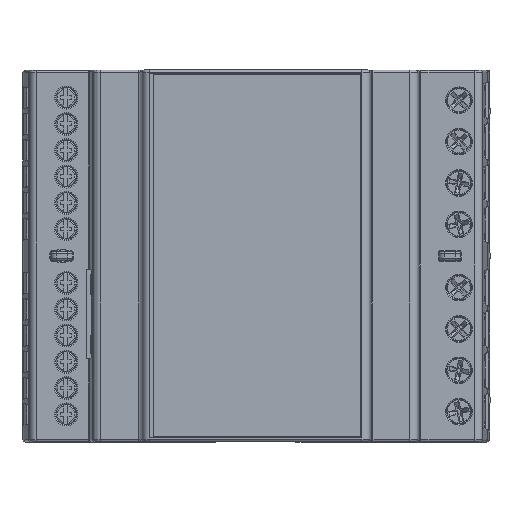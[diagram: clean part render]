
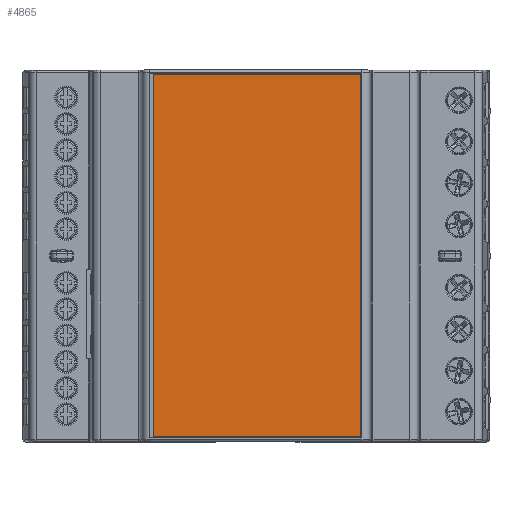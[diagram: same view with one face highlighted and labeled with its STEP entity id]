
A CAD part, top view. The second image highlights one B-rep face of the part: STEP entity #4865.
In plain terms, the highlighted planar face has unit normal (0, 0, 1).
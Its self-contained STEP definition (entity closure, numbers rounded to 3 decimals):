
#4865=ADVANCED_FACE('',(#7781),#6266,.F.);
#6266=PLANE('',#46626);
#7781=FACE_OUTER_BOUND('',#9735,.T.);
#9735=EDGE_LOOP('',(#17336,#17337,#17338,#17339));
#17336=ORIENTED_EDGE('',*,*,#30713,.F.);
#17337=ORIENTED_EDGE('',*,*,#30714,.F.);
#17338=ORIENTED_EDGE('',*,*,#30715,.T.);
#17339=ORIENTED_EDGE('',*,*,#30716,.T.);
#24337=VERTEX_POINT('',#69604);
#24338=VERTEX_POINT('',#69605);
#24339=VERTEX_POINT('',#69607);
#24340=VERTEX_POINT('',#69609);
#30713=EDGE_CURVE('',#24337,#24338,#36573,.T.);
#30714=EDGE_CURVE('',#24339,#24337,#36574,.T.);
#30715=EDGE_CURVE('',#24339,#24340,#36575,.T.);
#30716=EDGE_CURVE('',#24340,#24338,#36576,.T.);
#36573=LINE('',#69603,#42200);
#36574=LINE('',#69606,#42201);
#36575=LINE('',#69608,#42202);
#36576=LINE('',#69610,#42203);
#42200=VECTOR('',#55274,1.);
#42201=VECTOR('',#55275,1.);
#42202=VECTOR('',#55276,1.);
#42203=VECTOR('',#55277,1.);
#46626=AXIS2_PLACEMENT_3D('',#69611,#55278,#55279);
#55274=DIRECTION('',(0.,1.,0.));
#55275=DIRECTION('',(-1.,0.,0.));
#55276=DIRECTION('',(0.,1.,0.));
#55277=DIRECTION('',(-1.,0.,0.));
#55278=DIRECTION('',(0.,0.,-1.));
#55279=DIRECTION('',(0.,-1.,0.));
#69603=CARTESIAN_POINT('',(-19.85,-34.812,56.019));
#69604=CARTESIAN_POINT('',(-19.85,-34.812,56.019));
#69605=CARTESIAN_POINT('',(-19.85,35.188,56.019));
#69606=CARTESIAN_POINT('',(20.15,-34.812,56.019));
#69607=CARTESIAN_POINT('',(20.15,-34.812,56.019));
#69608=CARTESIAN_POINT('',(20.15,35.188,56.019));
#69609=CARTESIAN_POINT('',(20.15,35.188,56.019));
#69610=CARTESIAN_POINT('',(-19.85,35.188,56.019));
#69611=CARTESIAN_POINT('',(20.15,-34.812,56.019));
